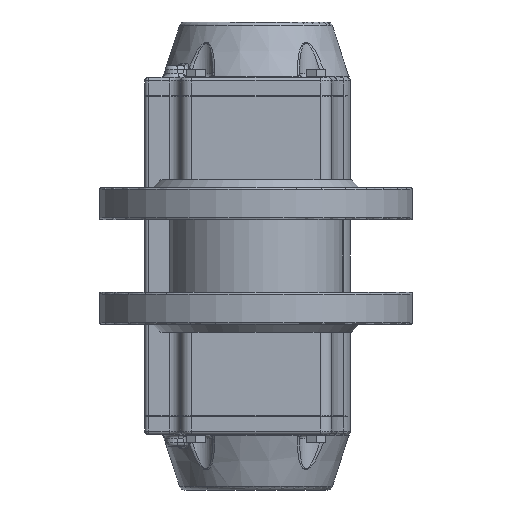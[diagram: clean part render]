
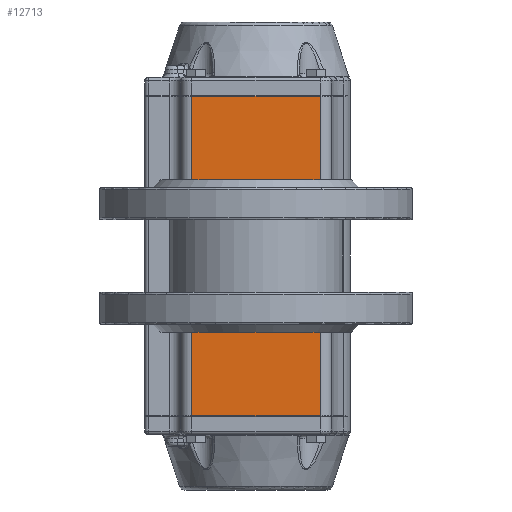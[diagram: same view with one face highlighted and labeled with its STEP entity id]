
A CAD part, front view. The second image highlights one B-rep face of the part: STEP entity #12713.
In plain terms, the highlighted planar face has unit normal (0, -1, 0).
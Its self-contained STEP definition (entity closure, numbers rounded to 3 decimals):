
#433=PLANE('',#14917);
#1327=LINE('',#28385,#2098);
#1328=LINE('',#28389,#2099);
#1329=LINE('',#28391,#2100);
#1330=LINE('',#28393,#2101);
#2098=VECTOR('',#17952,1000.);
#2099=VECTOR('',#17957,1000.);
#2100=VECTOR('',#17958,1000.);
#2101=VECTOR('',#17959,1000.);
#5214=ORIENTED_EDGE('',*,*,#7648,.F.);
#5215=ORIENTED_EDGE('',*,*,#7650,.T.);
#5216=ORIENTED_EDGE('',*,*,#7651,.T.);
#5217=ORIENTED_EDGE('',*,*,#7652,.T.);
#5218=ORIENTED_EDGE('',*,*,#6945,.T.);
#5219=ORIENTED_EDGE('',*,*,#6944,.F.);
#5220=ORIENTED_EDGE('',*,*,#6942,.F.);
#5221=ORIENTED_EDGE('',*,*,#6940,.F.);
#5222=ORIENTED_EDGE('',*,*,#6938,.F.);
#5223=ORIENTED_EDGE('',*,*,#6936,.F.);
#5224=ORIENTED_EDGE('',*,*,#6934,.F.);
#5225=ORIENTED_EDGE('',*,*,#6932,.F.);
#5226=ORIENTED_EDGE('',*,*,#6930,.F.);
#6930=EDGE_CURVE('',#8549,#8549,#9586,.T.);
#6932=EDGE_CURVE('',#8552,#8552,#9588,.T.);
#6934=EDGE_CURVE('',#8555,#8555,#9590,.T.);
#6936=EDGE_CURVE('',#8558,#8558,#9592,.T.);
#6938=EDGE_CURVE('',#8561,#8561,#9594,.T.);
#6940=EDGE_CURVE('',#8564,#8564,#9596,.T.);
#6942=EDGE_CURVE('',#8567,#8567,#9598,.T.);
#6944=EDGE_CURVE('',#8570,#8570,#9600,.T.);
#6945=EDGE_CURVE('',#8571,#8571,#9601,.T.);
#7648=EDGE_CURVE('',#9030,#9031,#1327,.T.);
#7650=EDGE_CURVE('',#9030,#9032,#1328,.T.);
#7651=EDGE_CURVE('',#9032,#9033,#1329,.T.);
#7652=EDGE_CURVE('',#9033,#9031,#1330,.T.);
#8549=VERTEX_POINT('',#22180);
#8552=VERTEX_POINT('',#22187);
#8555=VERTEX_POINT('',#22194);
#8558=VERTEX_POINT('',#22201);
#8561=VERTEX_POINT('',#22208);
#8564=VERTEX_POINT('',#22215);
#8567=VERTEX_POINT('',#22222);
#8570=VERTEX_POINT('',#22229);
#8571=VERTEX_POINT('',#22232);
#9030=VERTEX_POINT('',#28384);
#9031=VERTEX_POINT('',#28386);
#9032=VERTEX_POINT('',#28390);
#9033=VERTEX_POINT('',#28392);
#9586=CIRCLE('',#14339,2.5);
#9588=CIRCLE('',#14343,2.5);
#9590=CIRCLE('',#14347,2.5);
#9592=CIRCLE('',#14351,2.5);
#9594=CIRCLE('',#14355,3.4);
#9596=CIRCLE('',#14359,3.4);
#9598=CIRCLE('',#14363,3.4);
#9600=CIRCLE('',#14367,3.4);
#9601=CIRCLE('',#14369,20.5);
#10741=EDGE_LOOP('',(#5214,#5215,#5216,#5217));
#10742=EDGE_LOOP('',(#5218));
#10743=EDGE_LOOP('',(#5219));
#10744=EDGE_LOOP('',(#5220));
#10745=EDGE_LOOP('',(#5221));
#10746=EDGE_LOOP('',(#5222));
#10747=EDGE_LOOP('',(#5223));
#10748=EDGE_LOOP('',(#5224));
#10749=EDGE_LOOP('',(#5225));
#10750=EDGE_LOOP('',(#5226));
#11748=FACE_BOUND('',#10741,.T.);
#11749=FACE_BOUND('',#10742,.T.);
#11750=FACE_BOUND('',#10743,.T.);
#11751=FACE_BOUND('',#10744,.T.);
#11752=FACE_BOUND('',#10745,.T.);
#11753=FACE_BOUND('',#10746,.T.);
#11754=FACE_BOUND('',#10747,.T.);
#11755=FACE_BOUND('',#10748,.T.);
#11756=FACE_BOUND('',#10749,.T.);
#11757=FACE_BOUND('',#10750,.T.);
#12713=ADVANCED_FACE('',(#11748,#11749,#11750,#11751,#11752,#11753,#11754,
#11755,#11756,#11757),#433,.F.);
#14339=AXIS2_PLACEMENT_3D('',#22179,#16575,#16576);
#14343=AXIS2_PLACEMENT_3D('',#22186,#16583,#16584);
#14347=AXIS2_PLACEMENT_3D('',#22193,#16591,#16592);
#14351=AXIS2_PLACEMENT_3D('',#22200,#16599,#16600);
#14355=AXIS2_PLACEMENT_3D('',#22207,#16607,#16608);
#14359=AXIS2_PLACEMENT_3D('',#22214,#16615,#16616);
#14363=AXIS2_PLACEMENT_3D('',#22221,#16623,#16624);
#14367=AXIS2_PLACEMENT_3D('',#22228,#16631,#16632);
#14369=AXIS2_PLACEMENT_3D('',#22231,#16635,#16636);
#14917=AXIS2_PLACEMENT_3D('',#28388,#17955,#17956);
#16575=DIRECTION('',(0.,-1.,0.));
#16576=DIRECTION('',(0.,0.,-1.));
#16583=DIRECTION('',(0.,-1.,0.));
#16584=DIRECTION('',(0.,0.,-1.));
#16591=DIRECTION('',(0.,-1.,0.));
#16592=DIRECTION('',(0.,0.,-1.));
#16599=DIRECTION('',(0.,-1.,0.));
#16600=DIRECTION('',(0.,0.,-1.));
#16607=DIRECTION('',(0.,-1.,0.));
#16608=DIRECTION('',(0.,0.,-1.));
#16615=DIRECTION('',(0.,-1.,0.));
#16616=DIRECTION('',(0.,0.,-1.));
#16623=DIRECTION('',(0.,-1.,0.));
#16624=DIRECTION('',(0.,0.,-1.));
#16631=DIRECTION('',(0.,-1.,0.));
#16632=DIRECTION('',(0.,0.,-1.));
#16635=DIRECTION('',(0.,1.,0.));
#16636=DIRECTION('',(-1.,0.,0.));
#17952=DIRECTION('',(0.,0.,-1.));
#17955=DIRECTION('',(0.,1.,0.));
#17956=DIRECTION('',(1.,0.,0.));
#17957=DIRECTION('',(-1.,0.,0.));
#17958=DIRECTION('',(0.,0.,-1.));
#17959=DIRECTION('',(1.,0.,0.));
#22179=CARTESIAN_POINT('',(-17.678,-58.,-17.678));
#22180=CARTESIAN_POINT('',(-17.678,-58.,-20.178));
#22186=CARTESIAN_POINT('',(17.678,-58.,-17.678));
#22187=CARTESIAN_POINT('',(17.678,-58.,-20.178));
#22193=CARTESIAN_POINT('',(17.678,-58.,17.678));
#22194=CARTESIAN_POINT('',(17.678,-58.,15.178));
#22200=CARTESIAN_POINT('',(-17.678,-58.,17.678));
#22201=CARTESIAN_POINT('',(-17.678,-58.,15.178));
#22207=CARTESIAN_POINT('',(-24.749,-58.,-24.749));
#22208=CARTESIAN_POINT('',(-24.749,-58.,-28.149));
#22214=CARTESIAN_POINT('',(24.749,-58.,-24.749));
#22215=CARTESIAN_POINT('',(24.749,-58.,-28.149));
#22221=CARTESIAN_POINT('',(24.749,-58.,24.749));
#22222=CARTESIAN_POINT('',(24.749,-58.,21.349));
#22228=CARTESIAN_POINT('',(-24.749,-58.,24.749));
#22229=CARTESIAN_POINT('',(-24.749,-58.,21.349));
#22231=CARTESIAN_POINT('',(0.,-58.,0.));
#22232=CARTESIAN_POINT('',(-20.5,-58.,0.));
#28384=CARTESIAN_POINT('',(33.75,-58.,84.));
#28385=CARTESIAN_POINT('',(33.75,-58.,84.5));
#28386=CARTESIAN_POINT('',(33.75,-58.,-84.));
#28388=CARTESIAN_POINT('',(33.75,-58.,84.5));
#28389=CARTESIAN_POINT('',(-33.75,-58.,84.));
#28390=CARTESIAN_POINT('',(-33.75,-58.,84.));
#28391=CARTESIAN_POINT('',(-33.75,-58.,84.5));
#28392=CARTESIAN_POINT('',(-33.75,-58.,-84.));
#28393=CARTESIAN_POINT('',(33.75,-58.,-84.));
